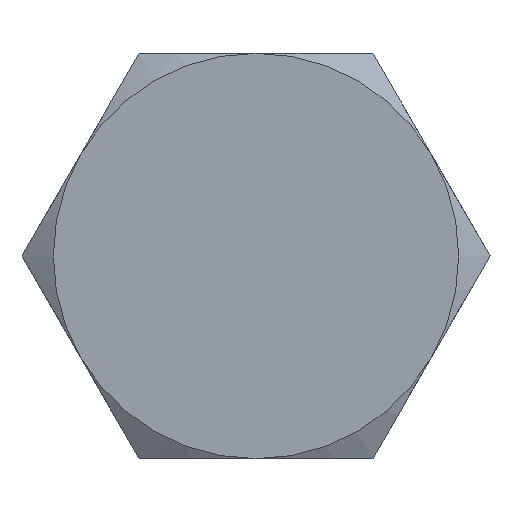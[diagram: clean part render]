
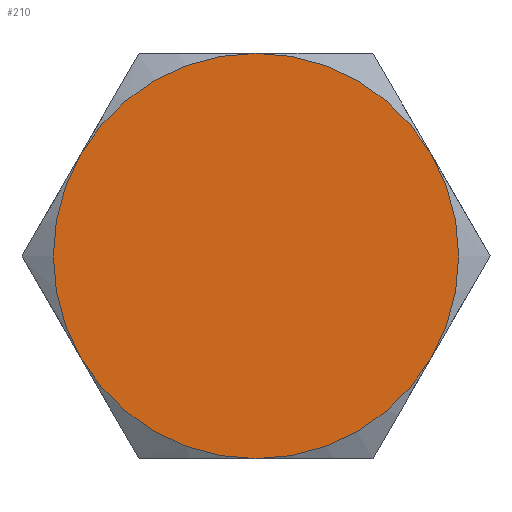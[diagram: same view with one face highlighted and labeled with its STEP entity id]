
A CAD part, left-side view. The second image highlights one B-rep face of the part: STEP entity #210.
In plain terms, the highlighted planar face has unit normal (-1, 0, 0).
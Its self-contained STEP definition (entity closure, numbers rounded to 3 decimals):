
#3 = VERTEX_POINT ( 'NONE', #576 ) ;
#16 = DIRECTION ( 'NONE',  ( 1., 0., 0. ) ) ;
#28 = CARTESIAN_POINT ( 'NONE',  ( 0., 0., 0. ) ) ;
#39 = AXIS2_PLACEMENT_3D ( 'NONE', #161, #16, #283 ) ;
#76 = CARTESIAN_POINT ( 'NONE',  ( 0., 0., 0. ) ) ;
#77 = ORIENTED_EDGE ( 'NONE', *, *, #886, .T. ) ;
#78 = DIRECTION ( 'NONE',  ( 0., 0., -1. ) ) ;
#115 = DIRECTION ( 'NONE',  ( 0., 0., 1. ) ) ;
#143 = CARTESIAN_POINT ( 'NONE',  ( 0., 0., 0. ) ) ;
#147 = ORIENTED_EDGE ( 'NONE', *, *, #354, .F. ) ;
#161 = CARTESIAN_POINT ( 'NONE',  ( 0., 0., 0. ) ) ;
#179 = CIRCLE ( 'NONE', #39, 18. ) ;
#186 = EDGE_CURVE ( 'NONE', #537, #366, #563, .T. ) ;
#191 = DIRECTION ( 'NONE',  ( 1., 0., 0. ) ) ;
#210 = ADVANCED_FACE ( 'NONE', ( #878 ), #893, .F. ) ;
#218 = DIRECTION ( 'NONE',  ( 1., 0., 0. ) ) ;
#264 = AXIS2_PLACEMENT_3D ( 'NONE', #481, #347, #691 ) ;
#273 = DIRECTION ( 'NONE',  ( 1., 0., 0. ) ) ;
#283 = DIRECTION ( 'NONE',  ( 0., 0., -1. ) ) ;
#332 = CARTESIAN_POINT ( 'NONE',  ( 0., 20.785, 0. ) ) ;
#337 = CIRCLE ( 'NONE', #669, 18. ) ;
#347 = DIRECTION ( 'NONE',  ( 1., 0., 0. ) ) ;
#354 = EDGE_CURVE ( 'NONE', #366, #3, #695, .T. ) ;
#366 = VERTEX_POINT ( 'NONE', #492 ) ;
#378 = EDGE_CURVE ( 'NONE', #3, #742, #179, .T. ) ;
#390 = ORIENTED_EDGE ( 'NONE', *, *, #378, .F. ) ;
#393 = DIRECTION ( 'NONE',  ( 0., 0., -1. ) ) ;
#466 = EDGE_LOOP ( 'NONE', ( #147, #764, #679, #722, #77, #390 ) ) ;
#476 = AXIS2_PLACEMENT_3D ( 'NONE', #143, #218, #686 ) ;
#481 = CARTESIAN_POINT ( 'NONE',  ( 0., 0., 0. ) ) ;
#492 = CARTESIAN_POINT ( 'NONE',  ( 0., 0., -18. ) ) ;
#509 = VERTEX_POINT ( 'NONE', #857 ) ;
#533 = CARTESIAN_POINT ( 'NONE',  ( 0., 0., 18. ) ) ;
#537 = VERTEX_POINT ( 'NONE', #603 ) ;
#542 = DIRECTION ( 'NONE',  ( 0., 0., -1. ) ) ;
#549 = CIRCLE ( 'NONE', #476, 18. ) ;
#563 = CIRCLE ( 'NONE', #758, 18. ) ;
#576 = CARTESIAN_POINT ( 'NONE',  ( 0., 15.588, -9. ) ) ;
#580 = AXIS2_PLACEMENT_3D ( 'NONE', #28, #646, #115 ) ;
#588 = VERTEX_POINT ( 'NONE', #533 ) ;
#603 = CARTESIAN_POINT ( 'NONE',  ( 0., -15.588, -9. ) ) ;
#646 = DIRECTION ( 'NONE',  ( -1., 0., 0. ) ) ;
#669 = AXIS2_PLACEMENT_3D ( 'NONE', #700, #273, #78 ) ;
#677 = EDGE_CURVE ( 'NONE', #509, #537, #549, .T. ) ;
#678 = DIRECTION ( 'NONE',  ( 1., 0., 0. ) ) ;
#679 = ORIENTED_EDGE ( 'NONE', *, *, #677, .F. ) ;
#684 = CIRCLE ( 'NONE', #580, 18. ) ;
#686 = DIRECTION ( 'NONE',  ( 0., 0., -1. ) ) ;
#691 = DIRECTION ( 'NONE',  ( 0., 0., -1. ) ) ;
#695 = CIRCLE ( 'NONE', #264, 18. ) ;
#700 = CARTESIAN_POINT ( 'NONE',  ( 0., 0., 0. ) ) ;
#722 = ORIENTED_EDGE ( 'NONE', *, *, #730, .F. ) ;
#730 = EDGE_CURVE ( 'NONE', #588, #509, #337, .T. ) ;
#742 = VERTEX_POINT ( 'NONE', #761 ) ;
#758 = AXIS2_PLACEMENT_3D ( 'NONE', #76, #191, #542 ) ;
#761 = CARTESIAN_POINT ( 'NONE',  ( 0., 15.588, 9. ) ) ;
#764 = ORIENTED_EDGE ( 'NONE', *, *, #186, .F. ) ;
#800 = AXIS2_PLACEMENT_3D ( 'NONE', #332, #678, #393 ) ;
#857 = CARTESIAN_POINT ( 'NONE',  ( 0., -15.588, 9. ) ) ;
#878 = FACE_OUTER_BOUND ( 'NONE', #466, .T. ) ;
#886 = EDGE_CURVE ( 'NONE', #588, #742, #684, .T. ) ;
#893 = PLANE ( 'NONE',  #800 ) ;
